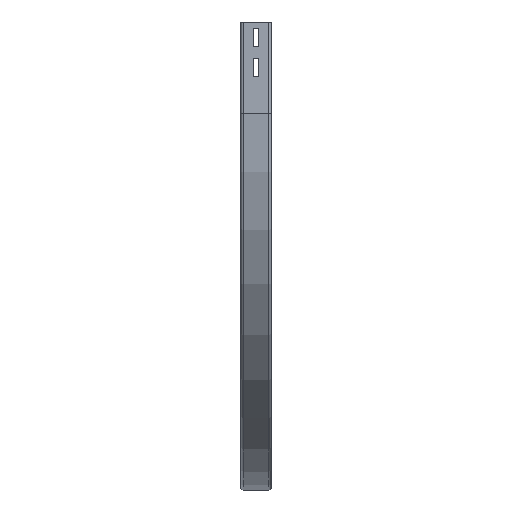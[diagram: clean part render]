
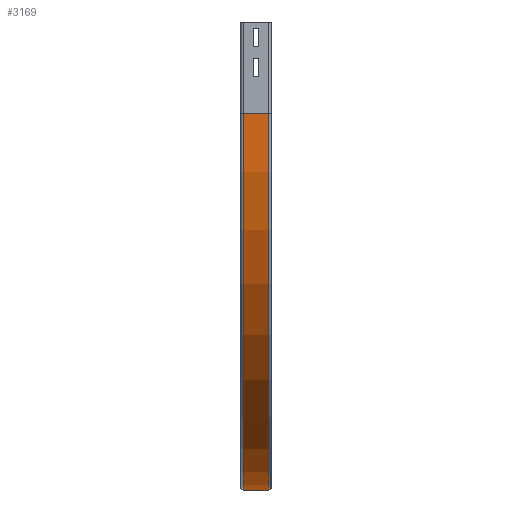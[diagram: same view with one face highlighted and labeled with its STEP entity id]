
A CAD part, left-side view. The second image highlights one B-rep face of the part: STEP entity #3169.
In plain terms, the highlighted cylindrical face has radius 620 mm (diameter 1240 mm), a partial arc.
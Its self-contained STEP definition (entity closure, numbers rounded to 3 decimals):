
#148=CIRCLE('',#3503,620.);
#150=CIRCLE('',#3506,620.);
#203=CYLINDRICAL_SURFACE('',#3505,620.);
#335=FACE_OUTER_BOUND('',#541,.T.);
#541=EDGE_LOOP('',(#2561,#2562,#2563,#2564));
#821=LINE('',#5057,#1169);
#845=LINE('',#5144,#1193);
#1169=VECTOR('',#4111,10.);
#1193=VECTOR('',#4213,10.);
#1471=VERTEX_POINT('',#5050);
#1473=VERTEX_POINT('',#5056);
#1496=VERTEX_POINT('',#5138);
#1497=VERTEX_POINT('',#5142);
#1823=EDGE_CURVE('',#1471,#1473,#821,.T.);
#1864=EDGE_CURVE('',#1496,#1471,#148,.T.);
#1866=EDGE_CURVE('',#1497,#1473,#150,.T.);
#1867=EDGE_CURVE('',#1497,#1496,#845,.T.);
#2561=ORIENTED_EDGE('',*,*,#1823,.T.);
#2562=ORIENTED_EDGE('',*,*,#1866,.F.);
#2563=ORIENTED_EDGE('',*,*,#1867,.T.);
#2564=ORIENTED_EDGE('',*,*,#1864,.T.);
#3169=ADVANCED_FACE('',(#335),#203,.T.);
#3503=AXIS2_PLACEMENT_3D('',#5139,#4205,#4206);
#3505=AXIS2_PLACEMENT_3D('',#5141,#4209,#4210);
#3506=AXIS2_PLACEMENT_3D('',#5143,#4211,#4212);
#4111=DIRECTION('',(0.,-1.,0.));
#4205=DIRECTION('center_axis',(0.,-1.,0.));
#4206=DIRECTION('ref_axis',(-1.,0.,0.));
#4209=DIRECTION('center_axis',(0.,-1.,0.));
#4210=DIRECTION('ref_axis',(-1.,0.,0.));
#4211=DIRECTION('center_axis',(0.,-1.,0.));
#4212=DIRECTION('ref_axis',(-1.,0.,0.));
#4213=DIRECTION('',(0.,1.,0.));
#5050=CARTESIAN_POINT('',(589.,46.,-620.));
#5056=CARTESIAN_POINT('',(589.,4.,-620.));
#5057=CARTESIAN_POINT('',(589.,46.,-620.));
#5138=CARTESIAN_POINT('',(-31.,46.,0.));
#5139=CARTESIAN_POINT('Origin',(589.,46.,0.));
#5141=CARTESIAN_POINT('Origin',(589.,21.188,0.));
#5142=CARTESIAN_POINT('',(-31.,4.,0.));
#5143=CARTESIAN_POINT('Origin',(589.,4.,0.));
#5144=CARTESIAN_POINT('',(-31.,59.048,0.));
